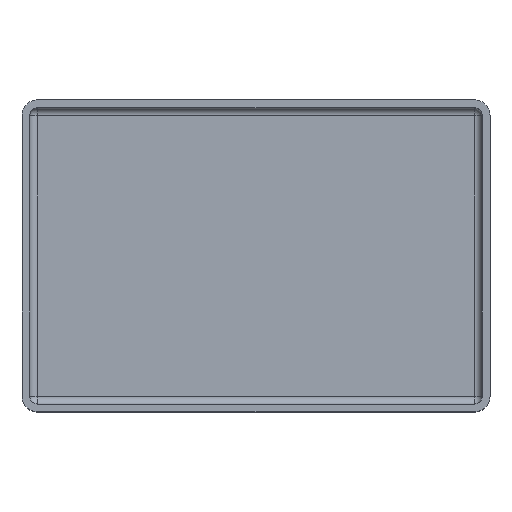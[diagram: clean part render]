
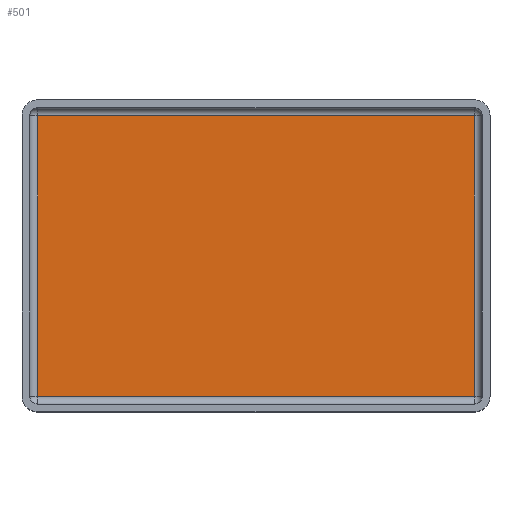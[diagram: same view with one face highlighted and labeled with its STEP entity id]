
A CAD part, top view. The second image highlights one B-rep face of the part: STEP entity #501.
In plain terms, the highlighted planar face has unit normal (0, 0, 1).
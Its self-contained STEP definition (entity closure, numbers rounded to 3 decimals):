
#14 = VECTOR ( 'NONE', #746, 1000. ) ;
#15 = VECTOR ( 'NONE', #371, 1000. ) ;
#28 = ORIENTED_EDGE ( 'NONE', *, *, #724, .F. ) ;
#60 = VERTEX_POINT ( 'NONE', #547 ) ;
#77 = CARTESIAN_POINT ( 'NONE',  ( -140., 63.5, -58.5 ) ) ;
#105 = CARTESIAN_POINT ( 'NONE',  ( 0., 63.5, -58.5 ) ) ;
#155 = LINE ( 'NONE', #77, #207 ) ;
#158 = VERTEX_POINT ( 'NONE', #500 ) ;
#202 = LINE ( 'NONE', #753, #15 ) ;
#207 = VECTOR ( 'NONE', #218, 1000. ) ;
#213 = CARTESIAN_POINT ( 'NONE',  ( 140., 153.5, -58.5 ) ) ;
#218 = DIRECTION ( 'NONE',  ( 0., 1., 0. ) ) ;
#231 = ORIENTED_EDGE ( 'NONE', *, *, #706, .F. ) ;
#232 = VERTEX_POINT ( 'NONE', #669 ) ;
#236 = VECTOR ( 'NONE', #780, 1000. ) ;
#249 = DIRECTION ( 'NONE',  ( 0., 0., -1. ) ) ;
#293 = CARTESIAN_POINT ( 'NONE',  ( 0., 153.5, -58.5 ) ) ;
#306 = CARTESIAN_POINT ( 'NONE',  ( 0., -26.5, -58.5 ) ) ;
#315 = EDGE_LOOP ( 'NONE', ( #711, #28, #231, #612 ) ) ;
#365 = EDGE_CURVE ( 'NONE', #232, #60, #155, .T. ) ;
#371 = DIRECTION ( 'NONE',  ( 0., -1., 0. ) ) ;
#378 = LINE ( 'NONE', #293, #14 ) ;
#500 = CARTESIAN_POINT ( 'NONE',  ( 140., -26.5, -58.5 ) ) ;
#501 = ADVANCED_FACE ( 'NONE', ( #546 ), #941, .F. ) ;
#546 = FACE_OUTER_BOUND ( 'NONE', #315, .T. ) ;
#547 = CARTESIAN_POINT ( 'NONE',  ( -140., 153.5, -58.5 ) ) ;
#548 = LINE ( 'NONE', #306, #236 ) ;
#612 = ORIENTED_EDGE ( 'NONE', *, *, #365, .F. ) ;
#636 = DIRECTION ( 'NONE',  ( 0., 1., 0. ) ) ;
#669 = CARTESIAN_POINT ( 'NONE',  ( -140., -26.5, -58.5 ) ) ;
#706 = EDGE_CURVE ( 'NONE', #60, #733, #378, .T. ) ;
#711 = ORIENTED_EDGE ( 'NONE', *, *, #853, .F. ) ;
#724 = EDGE_CURVE ( 'NONE', #733, #158, #202, .T. ) ;
#733 = VERTEX_POINT ( 'NONE', #213 ) ;
#742 = AXIS2_PLACEMENT_3D ( 'NONE', #105, #249, #636 ) ;
#746 = DIRECTION ( 'NONE',  ( 1., 0., 0. ) ) ;
#753 = CARTESIAN_POINT ( 'NONE',  ( 140., 63.5, -58.5 ) ) ;
#780 = DIRECTION ( 'NONE',  ( -1., 0., 0. ) ) ;
#853 = EDGE_CURVE ( 'NONE', #158, #232, #548, .T. ) ;
#941 = PLANE ( 'NONE',  #742 ) ;
